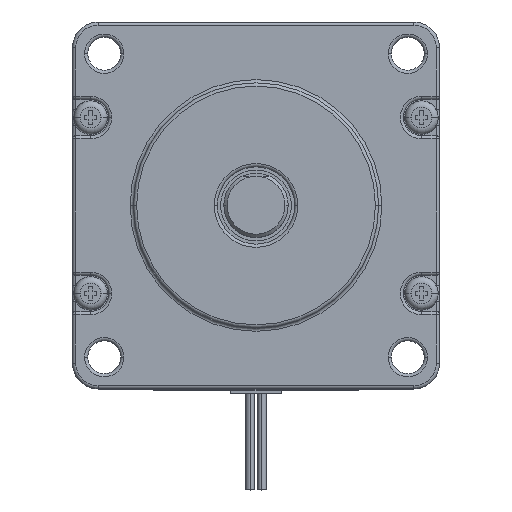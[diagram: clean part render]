
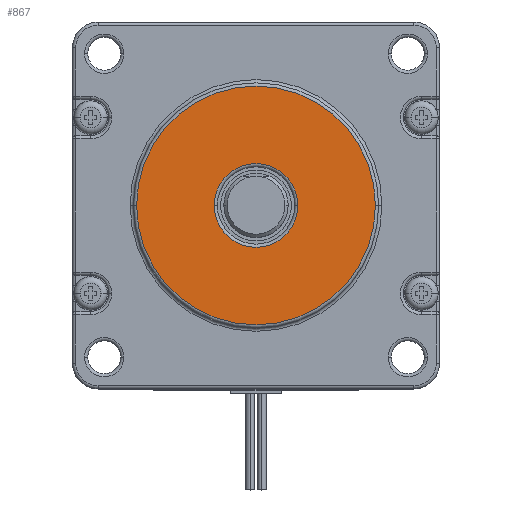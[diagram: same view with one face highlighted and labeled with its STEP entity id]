
A CAD part, top view. The second image highlights one B-rep face of the part: STEP entity #867.
In plain terms, the highlighted planar face has unit normal (0, 0, 1).
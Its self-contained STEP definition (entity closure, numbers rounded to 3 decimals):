
#867 = ADVANCED_FACE ( 'NONE', ( #2600, #2155 ), #18050, .T. ) ;
#2155 = FACE_OUTER_BOUND ( 'NONE', #14198, .T. ) ;
#2600 = FACE_BOUND ( 'NONE', #16003, .T. ) ;
#3303 = EDGE_CURVE ( 'NONE', #10116, #5654, #6387, .T. ) ;
#3813 = EDGE_CURVE ( 'NONE', #14927, #11176, #13821, .T. ) ;
#4391 = ORIENTED_EDGE ( 'NONE', *, *, #3813, .T. ) ;
#4494 = DIRECTION ( 'NONE',  ( 0., 0., 1. ) ) ;
#4817 = CIRCLE ( 'NONE', #17506, 6.5 ) ;
#5575 = CARTESIAN_POINT ( 'NONE',  ( 0., 0., 114.6 ) ) ;
#5654 = VERTEX_POINT ( 'NONE', #7390 ) ;
#6320 = ORIENTED_EDGE ( 'NONE', *, *, #8526, .T. ) ;
#6387 = CIRCLE ( 'NONE', #18290, 6.5 ) ;
#6678 = CARTESIAN_POINT ( 'NONE',  ( 0., 0., 114.6 ) ) ;
#7115 = DIRECTION ( 'NONE',  ( 1., 0., 0. ) ) ;
#7390 = CARTESIAN_POINT ( 'NONE',  ( -6.5, 0., 114.6 ) ) ;
#7687 = CARTESIAN_POINT ( 'NONE',  ( 0., 0., 114.6 ) ) ;
#8231 = DIRECTION ( 'NONE',  ( 1., 0., 0. ) ) ;
#8526 = EDGE_CURVE ( 'NONE', #5654, #10116, #4817, .T. ) ;
#8894 = DIRECTION ( 'NONE',  ( 0., 0., 1. ) ) ;
#9643 = DIRECTION ( 'NONE',  ( 0., 0., -1. ) ) ;
#10116 = VERTEX_POINT ( 'NONE', #14818 ) ;
#10235 = CARTESIAN_POINT ( 'NONE',  ( 18.55, 0., 114.6 ) ) ;
#11176 = VERTEX_POINT ( 'NONE', #15308 ) ;
#11468 = CIRCLE ( 'NONE', #14270, 18.55 ) ;
#13821 = CIRCLE ( 'NONE', #16436, 18.55 ) ;
#14198 = EDGE_LOOP ( 'NONE', ( #4391, #14397 ) ) ;
#14270 = AXIS2_PLACEMENT_3D ( 'NONE', #7687, #4494, #16691 ) ;
#14397 = ORIENTED_EDGE ( 'NONE', *, *, #19406, .T. ) ;
#14818 = CARTESIAN_POINT ( 'NONE',  ( 6.5, 0., 114.6 ) ) ;
#14927 = VERTEX_POINT ( 'NONE', #10235 ) ;
#15308 = CARTESIAN_POINT ( 'NONE',  ( -18.55, 0., 114.6 ) ) ;
#16003 = EDGE_LOOP ( 'NONE', ( #18579, #6320 ) ) ;
#16142 = DIRECTION ( 'NONE',  ( 0., 0., -1. ) ) ;
#16272 = DIRECTION ( 'NONE',  ( 1., 0., 0. ) ) ;
#16436 = AXIS2_PLACEMENT_3D ( 'NONE', #17730, #19295, #16272 ) ;
#16581 = AXIS2_PLACEMENT_3D ( 'NONE', #17917, #8894, #18111 ) ;
#16691 = DIRECTION ( 'NONE',  ( 1., 0., 0. ) ) ;
#17506 = AXIS2_PLACEMENT_3D ( 'NONE', #5575, #16142, #7115 ) ;
#17730 = CARTESIAN_POINT ( 'NONE',  ( 0., 0., 114.6 ) ) ;
#17917 = CARTESIAN_POINT ( 'NONE',  ( 0., 0., 114.6 ) ) ;
#18050 = PLANE ( 'NONE',  #16581 ) ;
#18111 = DIRECTION ( 'NONE',  ( 1., 0., 0. ) ) ;
#18290 = AXIS2_PLACEMENT_3D ( 'NONE', #6678, #9643, #8231 ) ;
#18579 = ORIENTED_EDGE ( 'NONE', *, *, #3303, .T. ) ;
#19295 = DIRECTION ( 'NONE',  ( 0., 0., 1. ) ) ;
#19406 = EDGE_CURVE ( 'NONE', #11176, #14927, #11468, .T. ) ;
